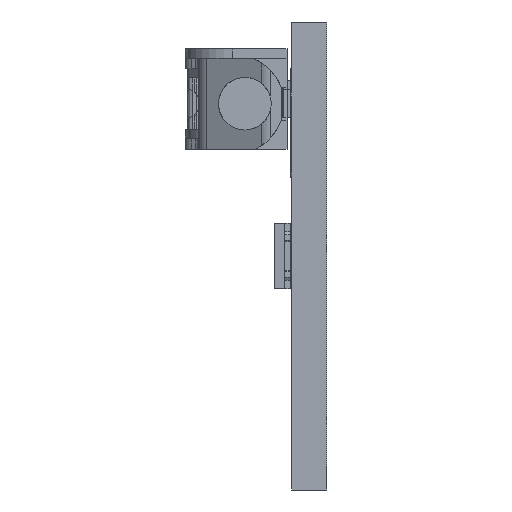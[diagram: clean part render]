
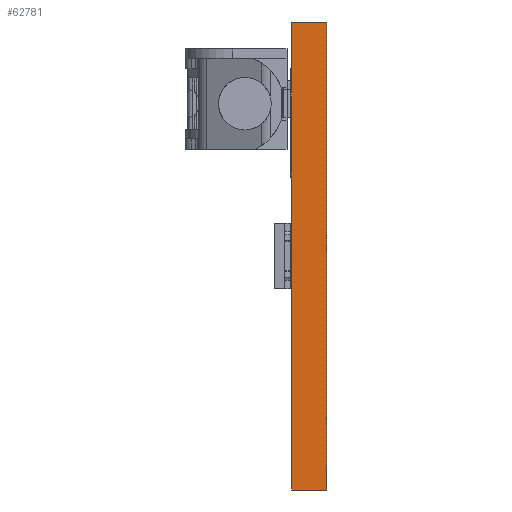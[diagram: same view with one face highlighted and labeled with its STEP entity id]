
A CAD part, left-side view. The second image highlights one B-rep face of the part: STEP entity #62781.
In plain terms, the highlighted planar face has unit normal (-1, 0, 0).
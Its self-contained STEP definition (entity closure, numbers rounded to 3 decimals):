
#8001 = EDGE_CURVE ( 'NONE', #11521, #99165, #102650, .T. ) ;
#8833 = FACE_OUTER_BOUND ( 'NONE', #72634, .T. ) ;
#8836 = CARTESIAN_POINT ( 'NONE',  ( 0.005, -1.5, -20.005 ) ) ;
#8998 = CARTESIAN_POINT ( 'NONE',  ( 0.005, -1.5, 0. ) ) ;
#10926 = EDGE_CURVE ( 'NONE', #37811, #95841, #63741, .T. ) ;
#11327 = ORIENTED_EDGE ( 'NONE', *, *, #10926, .F. ) ;
#11521 = VERTEX_POINT ( 'NONE', #69174 ) ;
#12114 = VECTOR ( 'NONE', #44194, 1000. ) ;
#14434 = DIRECTION ( 'NONE',  ( 0., 1., 0. ) ) ;
#15443 = ORIENTED_EDGE ( 'NONE', *, *, #8001, .T. ) ;
#15825 = ORIENTED_EDGE ( 'NONE', *, *, #93171, .T. ) ;
#17204 = PLANE ( 'NONE',  #62332 ) ;
#22485 = CARTESIAN_POINT ( 'NONE',  ( 0.005, -1.5, 0. ) ) ;
#26059 = DIRECTION ( 'NONE',  ( 0., 0., -1. ) ) ;
#37811 = VERTEX_POINT ( 'NONE', #76528 ) ;
#40756 = EDGE_CURVE ( 'NONE', #95841, #99165, #99954, .T. ) ;
#44194 = DIRECTION ( 'NONE',  ( 0., 1., 0. ) ) ;
#44501 = CARTESIAN_POINT ( 'NONE',  ( 0.005, -1.5, -20.005 ) ) ;
#59761 = CARTESIAN_POINT ( 'NONE',  ( 0.005, 0., 0. ) ) ;
#62332 = AXIS2_PLACEMENT_3D ( 'NONE', #8998, #77038, #26059 ) ;
#62781 = ADVANCED_FACE ( 'NONE', ( #8833 ), #17204, .F. ) ;
#63741 = LINE ( 'NONE', #22485, #89001 ) ;
#68329 = DIRECTION ( 'NONE',  ( 0., 0., -1. ) ) ;
#69174 = CARTESIAN_POINT ( 'NONE',  ( 0.005, 0., -0.005 ) ) ;
#72634 = EDGE_LOOP ( 'NONE', ( #15443, #75353, #11327, #15825 ) ) ;
#73917 = CARTESIAN_POINT ( 'NONE',  ( 0.005, -1.5, -0.005 ) ) ;
#74816 = CARTESIAN_POINT ( 'NONE',  ( 0.005, 0., -20.005 ) ) ;
#75353 = ORIENTED_EDGE ( 'NONE', *, *, #40756, .F. ) ;
#76285 = LINE ( 'NONE', #73917, #96246 ) ;
#76528 = CARTESIAN_POINT ( 'NONE',  ( 0.005, -1.5, -0.005 ) ) ;
#77038 = DIRECTION ( 'NONE',  ( 1., 0., 0. ) ) ;
#80003 = VECTOR ( 'NONE', #68329, 1000. ) ;
#81962 = DIRECTION ( 'NONE',  ( 0., 0., -1. ) ) ;
#89001 = VECTOR ( 'NONE', #81962, 1000. ) ;
#93171 = EDGE_CURVE ( 'NONE', #37811, #11521, #76285, .T. ) ;
#95841 = VERTEX_POINT ( 'NONE', #44501 ) ;
#96246 = VECTOR ( 'NONE', #14434, 1000. ) ;
#99165 = VERTEX_POINT ( 'NONE', #74816 ) ;
#99954 = LINE ( 'NONE', #8836, #12114 ) ;
#102650 = LINE ( 'NONE', #59761, #80003 ) ;
